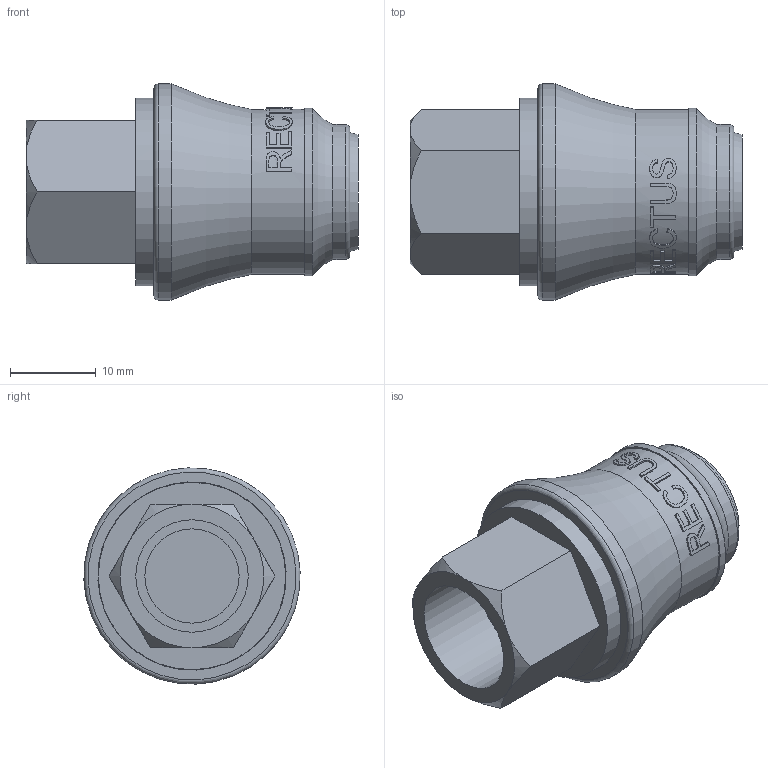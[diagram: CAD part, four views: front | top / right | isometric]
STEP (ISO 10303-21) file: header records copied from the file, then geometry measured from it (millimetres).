
FILE_DESCRIPTION((''),'2;1');
FILE_NAME('21kbiw13fvx.stp','2015-01-28T15:39:28',('AS035480'),(''),'Autodesk Inventor 2013','Autodesk Inventor 2013','');
FILE_SCHEMA(('AUTOMOTIVE_DESIGN { 1 0 10303 214 1 1 1 1 }'));
Length unit declared in the file: millimetre
Products named in the file (1): D111910
Bounding box: 38.8 x 25.27 x 25.27 mm (x, y, z)
Volume: 8324.3 mm3; surface area: 6150.6 mm2
Topology: 1 solids, 1 shells, 210 faces, 532 edges, 349 vertices
Faces by surface type: plane 127, bspline 34, cylinder 31, cone 14, torus 4
Full cylindrical faces by diameter (mm): 11.02 x1, 13.15 x1, 13.35 x1, 13.5 x1, 14.15 x1, 15.8 x1, 16.3 x1, 19.3 x1, 19.65 x1, 21.9 x1, 22 x1, 25.3 x1
Entity records: 17555 total; most frequent: CARTESIAN_POINT 12702, ORIENTED_EDGE 1012, DIRECTION 831, EDGE_CURVE 506, VERTEX_POINT 344, AXIS2_PLACEMENT_3D 293, EDGE_LOOP 256, VECTOR 245
